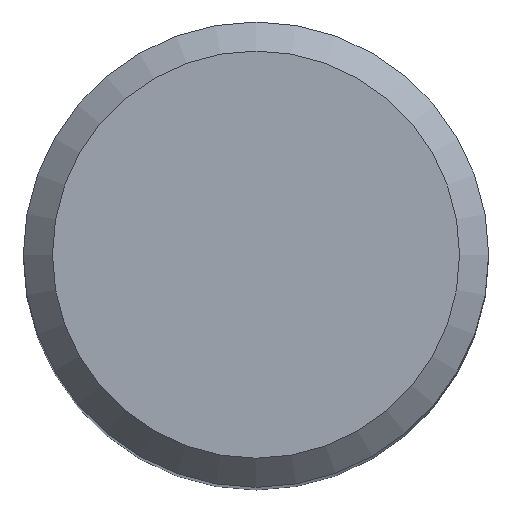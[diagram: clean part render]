
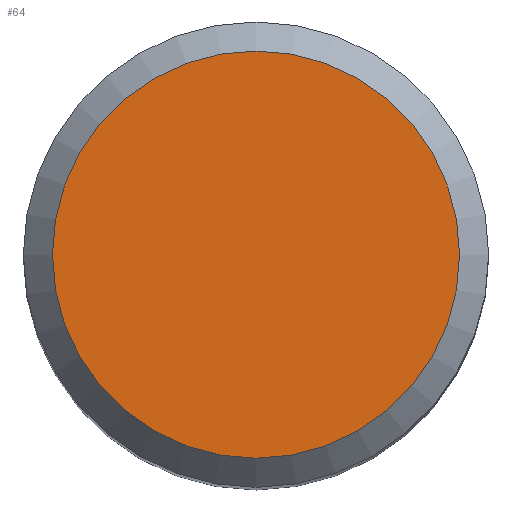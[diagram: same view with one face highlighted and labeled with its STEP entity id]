
A CAD part, top view. The second image highlights one B-rep face of the part: STEP entity #64.
In plain terms, the highlighted planar face has unit normal (0, 0, 1).
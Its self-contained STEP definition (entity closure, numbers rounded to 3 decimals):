
#43=FACE_OUTER_BOUND('',#136,.T.);
#45=PLANE('',#306);
#64=ADVANCED_FACE('CLONE_TP_FACE',(#43),#45,.F.);
#136=EDGE_LOOP('',(#174));
#174=ORIENTED_EDGE('',*,*,#227,.F.);
#208=VERTEX_POINT('',#447);
#227=EDGE_CURVE('',#208,#208,#246,.T.);
#246=CIRCLE('',#305,6.997);
#305=AXIS2_PLACEMENT_3D('',#446,#367,#368);
#306=AXIS2_PLACEMENT_3D('',#448,#369,#370);
#367=DIRECTION('',(0.,0.,-1.));
#368=DIRECTION('',(1.,0.,0.));
#369=DIRECTION('',(0.,0.,-1.));
#370=DIRECTION('',(-1.,0.,0.));
#446=CARTESIAN_POINT('',(0.,0.,0.));
#447=CARTESIAN_POINT('',(6.997,0.,0.));
#448=CARTESIAN_POINT('',(0.,0.,0.));
